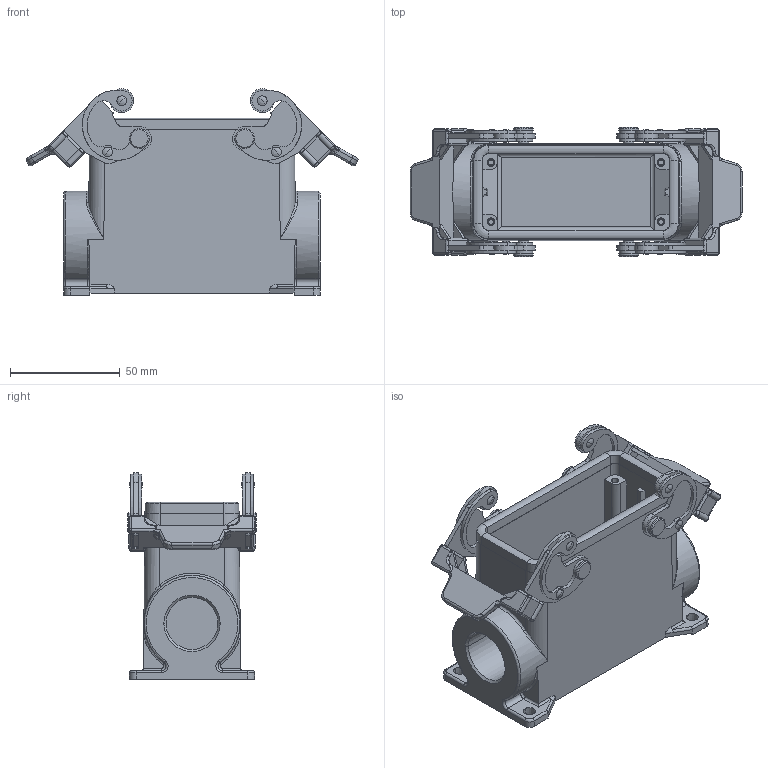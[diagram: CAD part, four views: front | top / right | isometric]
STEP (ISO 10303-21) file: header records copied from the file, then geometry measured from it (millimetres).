
FILE_DESCRIPTION(('Creo Elements/Direct Modeling STEP Export'),'2;1');
FILE_NAME('0lndrr05gqn9o753872','2022-01-21T14:39:01',(''),(''),'Creo Elements/Direct Modeling STEP processor for AP214 (Solid Model)','Creo Elements/Direct Modeling 20.1B 02-Apr-2019 (C) Parametric Technology GmbH','');
FILE_SCHEMA(('AUTOMOTIVE_DESIGN { 1 0 10303 214 1 1 1 1 }'));
Length unit declared in the file: millimetre
Products named in the file (2): MAP_16.25
Assembly tree (1 placements, depth 2):
  MAP_16.25
    MAP_16.25
Bounding box: 151.35 x 58.8 x 94.22 mm (x, y, z)
Volume: 156563.9 mm3; surface area: 70524 mm2
Topology: 1 solids, 1 shells, 784 faces, 2018 edges, 1200 vertices
Faces by surface type: cylinder 312, plane 274, bspline 58, sphere 56, torus 46, cone 38
Entity records: 41344 total; most frequent: CARTESIAN_POINT 17208, ORIENTED_EDGE 3908, DIRECTION 3587, EDGE_CURVE 1954, AXIS2_PLACEMENT_3D 1359, VERTEX_POINT 1200, VECTOR 869, LINE 869
